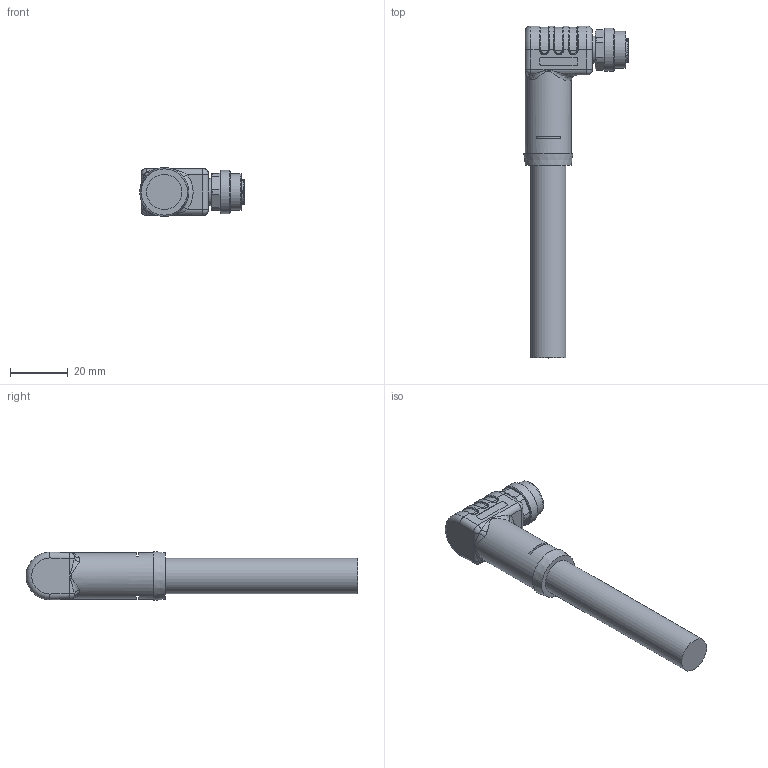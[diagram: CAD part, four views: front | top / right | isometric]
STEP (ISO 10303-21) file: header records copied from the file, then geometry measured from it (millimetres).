
FILE_DESCRIPTION(/* description */ (''),/* implementation_level */ '2;1');
FILE_NAME(/* name */ 'PL-WM12K4-m_S5025_stp.stp',/* time_stamp */ '2017-01-25T14:16:03+01:00',/* author */ (''),/* organization */ (''),/* preprocessor_version */ 'ST-DEVELOPER v16',/* originating_system */ 'SIEMENS PLM Software NX 10.0',/* authorisation */ '');
FILE_SCHEMA (('AUTOMOTIVE_DESIGN { 1 0 10303 214 3 1 1 1 }'));
Length unit declared in the file: millimetre
Products named in the file (1): 5028666_stp
Bounding box: 36.2 x 114.96 x 17 mm (x, y, z)
Volume: 20965.4 mm3; surface area: 7319.2 mm2
Topology: 1 solids, 1 shells, 294 faces, 719 edges, 434 vertices
Faces by surface type: plane 103, cylinder 81, bspline 29, torus 26, extrusion 25, cone 15, sphere 15
Full cylindrical faces by diameter (mm): 1.6 x4, 9.4 x1, 10.95 x1, 12.2 x1, 12.3 x1, 12.8 x1, 15 x1, 16 x1
Entity records: 9406 total; most frequent: CARTESIAN_POINT 2951, ORIENTED_EDGE 1342, DIRECTION 1273, EDGE_CURVE 671, AXIS2_PLACEMENT_3D 480, VERTEX_POINT 421, EDGE_LOOP 336, VECTOR 313
